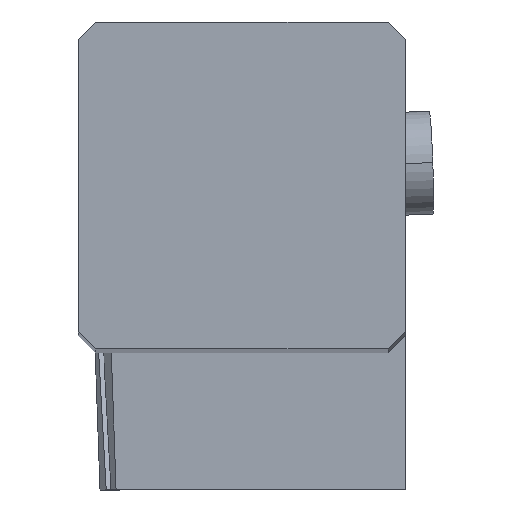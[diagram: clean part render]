
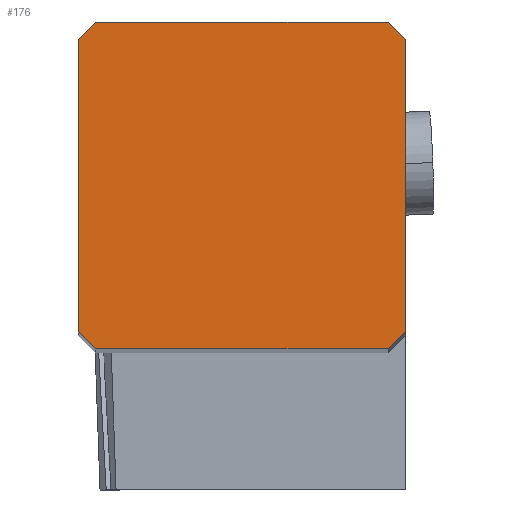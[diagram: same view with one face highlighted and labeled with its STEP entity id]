
A CAD part, top view. The second image highlights one B-rep face of the part: STEP entity #176.
In plain terms, the highlighted planar face has unit normal (0, 0, 1).
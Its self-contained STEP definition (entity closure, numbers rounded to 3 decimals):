
#176=ADVANCED_FACE('',(#335),#270,.T.);
#270=PLANE('',#1907);
#335=FACE_OUTER_BOUND('',#426,.T.);
#426=EDGE_LOOP('',(#556,#557,#558,#559,#560,#561,#562,#563));
#556=ORIENTED_EDGE('',*,*,#1254,.T.);
#557=ORIENTED_EDGE('',*,*,#1255,.F.);
#558=ORIENTED_EDGE('',*,*,#1256,.T.);
#559=ORIENTED_EDGE('',*,*,#1253,.F.);
#560=ORIENTED_EDGE('',*,*,#1257,.T.);
#561=ORIENTED_EDGE('',*,*,#1258,.F.);
#562=ORIENTED_EDGE('',*,*,#1259,.T.);
#563=ORIENTED_EDGE('',*,*,#1260,.F.);
#1072=VERTEX_POINT('',#2682);
#1073=VERTEX_POINT('',#2684);
#1074=VERTEX_POINT('',#2688);
#1075=VERTEX_POINT('',#2689);
#1076=VERTEX_POINT('',#2691);
#1077=VERTEX_POINT('',#2694);
#1078=VERTEX_POINT('',#2696);
#1079=VERTEX_POINT('',#2698);
#1253=EDGE_CURVE('',#1073,#1072,#1513,.T.);
#1254=EDGE_CURVE('',#1074,#1075,#1514,.T.);
#1255=EDGE_CURVE('',#1076,#1075,#1515,.T.);
#1256=EDGE_CURVE('',#1076,#1072,#1516,.T.);
#1257=EDGE_CURVE('',#1073,#1077,#1517,.T.);
#1258=EDGE_CURVE('',#1078,#1077,#1518,.T.);
#1259=EDGE_CURVE('',#1078,#1079,#1519,.T.);
#1260=EDGE_CURVE('',#1074,#1079,#1520,.T.);
#1513=LINE('',#2685,#1684);
#1514=LINE('',#2687,#1685);
#1515=LINE('',#2690,#1686);
#1516=LINE('',#2692,#1687);
#1517=LINE('',#2693,#1688);
#1518=LINE('',#2695,#1689);
#1519=LINE('',#2697,#1690);
#1520=LINE('',#2699,#1691);
#1684=VECTOR('',#2134,1.);
#1685=VECTOR('',#2137,1.);
#1686=VECTOR('',#2138,1.);
#1687=VECTOR('',#2139,1.);
#1688=VECTOR('',#2140,1.);
#1689=VECTOR('',#2141,1.);
#1690=VECTOR('',#2142,1.);
#1691=VECTOR('',#2143,1.);
#1907=AXIS2_PLACEMENT_3D('',#2700,#2144,#2145);
#2134=DIRECTION('',(0.707,-0.707,0.));
#2137=DIRECTION('',(1.,0.,0.));
#2138=DIRECTION('',(-0.707,-0.707,0.));
#2139=DIRECTION('',(0.,1.,0.));
#2140=DIRECTION('',(-1.,0.,0.));
#2141=DIRECTION('',(0.707,0.707,0.));
#2142=DIRECTION('',(0.,-1.,0.));
#2143=DIRECTION('',(-0.707,0.707,0.));
#2144=DIRECTION('',(0.,0.,1.));
#2145=DIRECTION('',(-1.,0.,0.));
#2682=CARTESIAN_POINT('',(0.,9.025,0.));
#2684=CARTESIAN_POINT('',(-0.5,9.525,0.));
#2685=CARTESIAN_POINT('',(-0.5,9.525,0.));
#2687=CARTESIAN_POINT('',(-9.025,0.,0.));
#2688=CARTESIAN_POINT('',(-9.025,0.,0.));
#2689=CARTESIAN_POINT('',(-0.5,0.,0.));
#2690=CARTESIAN_POINT('',(0.,0.5,0.));
#2691=CARTESIAN_POINT('',(0.,0.5,0.));
#2692=CARTESIAN_POINT('',(0.,0.5,0.));
#2693=CARTESIAN_POINT('',(-0.5,9.525,0.));
#2694=CARTESIAN_POINT('',(-9.025,9.525,0.));
#2695=CARTESIAN_POINT('',(-9.525,9.025,0.));
#2696=CARTESIAN_POINT('',(-9.525,9.025,0.));
#2697=CARTESIAN_POINT('',(-9.525,9.025,0.));
#2698=CARTESIAN_POINT('',(-9.525,0.5,0.));
#2699=CARTESIAN_POINT('',(-9.025,0.,0.));
#2700=CARTESIAN_POINT('',(-4.763,4.763,0.));
